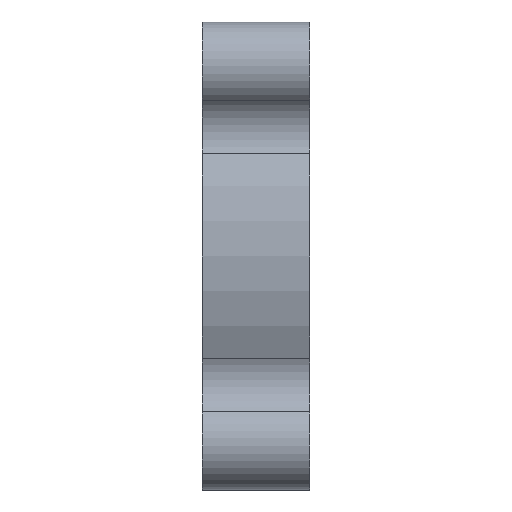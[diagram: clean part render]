
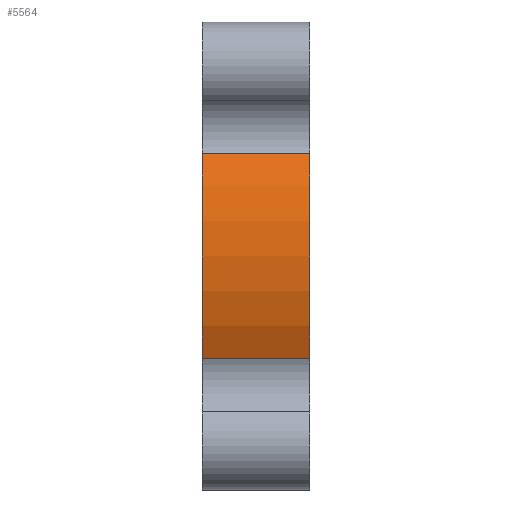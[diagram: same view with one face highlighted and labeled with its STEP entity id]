
A CAD part, left-side view. The second image highlights one B-rep face of the part: STEP entity #5564.
In plain terms, the highlighted cylindrical face has radius 16.51 mm (diameter 33.02 mm), a partial arc.
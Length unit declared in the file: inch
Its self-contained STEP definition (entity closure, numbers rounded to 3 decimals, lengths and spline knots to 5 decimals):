
#917 = CARTESIAN_POINT ( 'NONE',  ( -0.58311, 0., -0.28721 ) ) ;
#936 = DIRECTION ( 'NONE',  ( 0., 1., 0. ) ) ;
#1031 = VERTEX_POINT ( 'NONE', #917 ) ;
#1221 = VECTOR ( 'NONE', #11559, 39.37008 ) ;
#1305 = AXIS2_PLACEMENT_3D ( 'NONE', #1351, #5955, #10237 ) ;
#1351 = CARTESIAN_POINT ( 'NONE',  ( 0., 0.3, 0. ) ) ;
#1435 = CARTESIAN_POINT ( 'NONE',  ( -0.58311, 0.3, -0.28721 ) ) ;
#3563 = DIRECTION ( 'NONE',  ( 0., 0., -1. ) ) ;
#4760 = ORIENTED_EDGE ( 'NONE', *, *, #6516, .T. ) ;
#5203 = VERTEX_POINT ( 'NONE', #9947 ) ;
#5564 = ADVANCED_FACE ( 'NONE', ( #11895 ), #19797, .T. ) ;
#5676 = CARTESIAN_POINT ( 'NONE',  ( -0.58311, 0.3, 0.28721 ) ) ;
#5955 = DIRECTION ( 'NONE',  ( 0., 1., 0. ) ) ;
#6516 = EDGE_CURVE ( 'NONE', #1031, #5203, #16460, .T. ) ;
#6611 = ORIENTED_EDGE ( 'NONE', *, *, #14600, .F. ) ;
#6787 = CARTESIAN_POINT ( 'NONE',  ( -0.58311, 0.3, 0.28721 ) ) ;
#7294 = EDGE_CURVE ( 'NONE', #12628, #1031, #19000, .T. ) ;
#7486 = VERTEX_POINT ( 'NONE', #6787 ) ;
#8823 = AXIS2_PLACEMENT_3D ( 'NONE', #12687, #18667, #3563 ) ;
#9947 = CARTESIAN_POINT ( 'NONE',  ( -0.58311, 0., 0.28721 ) ) ;
#10237 = DIRECTION ( 'NONE',  ( 0., 0., 1. ) ) ;
#10309 = ORIENTED_EDGE ( 'NONE', *, *, #7294, .T. ) ;
#10716 = CIRCLE ( 'NONE', #1305, 0.65 ) ;
#10791 = DIRECTION ( 'NONE',  ( 0., -1., 0. ) ) ;
#10851 = VECTOR ( 'NONE', #10791, 39.37008 ) ;
#11559 = DIRECTION ( 'NONE',  ( 0., 1., 0. ) ) ;
#11895 = FACE_OUTER_BOUND ( 'NONE', #19217, .T. ) ;
#12628 = VERTEX_POINT ( 'NONE', #18081 ) ;
#12687 = CARTESIAN_POINT ( 'NONE',  ( 0., 0.3, 0. ) ) ;
#12972 = DIRECTION ( 'NONE',  ( 0., 0., 1. ) ) ;
#14227 = ORIENTED_EDGE ( 'NONE', *, *, #15697, .T. ) ;
#14600 = EDGE_CURVE ( 'NONE', #12628, #7486, #10716, .T. ) ;
#15697 = EDGE_CURVE ( 'NONE', #5203, #7486, #18457, .T. ) ;
#16432 = AXIS2_PLACEMENT_3D ( 'NONE', #17794, #936, #12972 ) ;
#16460 = CIRCLE ( 'NONE', #16432, 0.65 ) ;
#17794 = CARTESIAN_POINT ( 'NONE',  ( 0., 0., 0. ) ) ;
#18081 = CARTESIAN_POINT ( 'NONE',  ( -0.58311, 0.3, -0.28721 ) ) ;
#18457 = LINE ( 'NONE', #5676, #1221 ) ;
#18667 = DIRECTION ( 'NONE',  ( 0., -1., 0. ) ) ;
#19000 = LINE ( 'NONE', #1435, #10851 ) ;
#19217 = EDGE_LOOP ( 'NONE', ( #4760, #14227, #6611, #10309 ) ) ;
#19797 = CYLINDRICAL_SURFACE ( 'NONE', #8823, 0.65 ) ;
